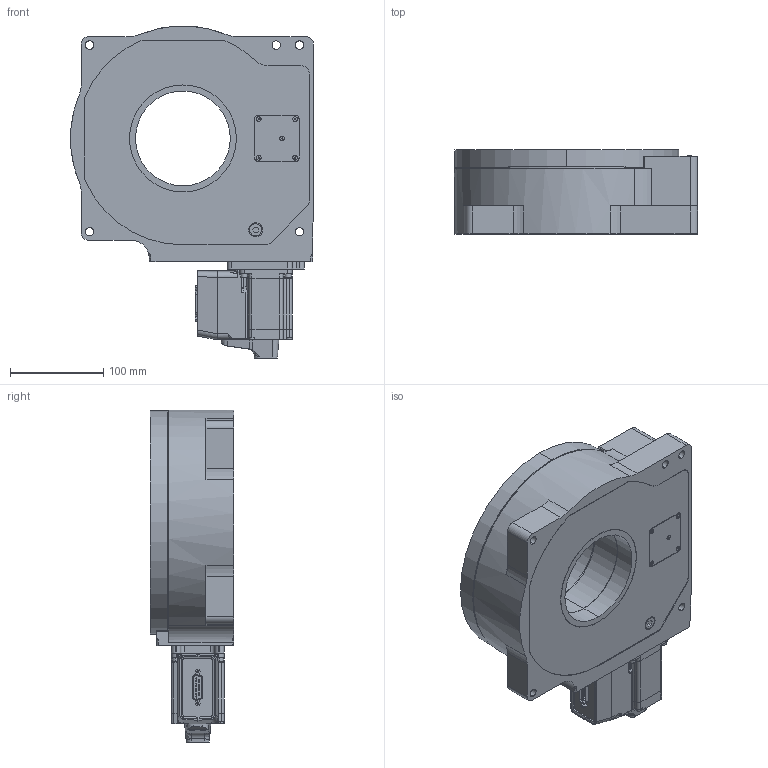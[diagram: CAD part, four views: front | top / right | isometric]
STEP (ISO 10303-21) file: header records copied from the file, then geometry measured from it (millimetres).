
FILE_DESCRIPTION (( 'STEP AP203' ), '1' );
FILE_NAME ('RST240x-E08T3A.step', '2023-11-02T21:47:57', ( '' ), ( '' ), 'SwSTEP 2.0', 'SolidWorks 2019', '' );
FILE_SCHEMA (( 'CONFIG_CONTROL_DESIGN' ));
Length unit declared in the file: millimetre
Products named in the file (4): RST240x-E08T3A; RST240_base^RST240; NMS23_motor^RST240_RST240-E08T3A; RST240_top^RST240
Assembly tree (3 placements, depth 2):
  RST240x-E08T3A
    RST240_base^RST240
    RST240_top^RST240
    NMS23_motor^RST240_RST240-E08T3A
Bounding box: 260.47 x 90 x 355.75 mm (x, y, z)
Volume: 4646936 mm3; surface area: 442684.9 mm2
Topology: 44 solids, 44 shells, 1038 faces, 2522 edges, 1654 vertices
Faces by surface type: plane 541, cylinder 392, cone 57, torus 26, bspline 20, sphere 2
Entity records: 32226 total; most frequent: CARTESIAN_POINT 7009, DIRECTION 5310, ORIENTED_EDGE 4990, EDGE_CURVE 2495, AXIS2_PLACEMENT_3D 1912, VERTEX_POINT 1654, VECTOR 1486, LINE 1486
